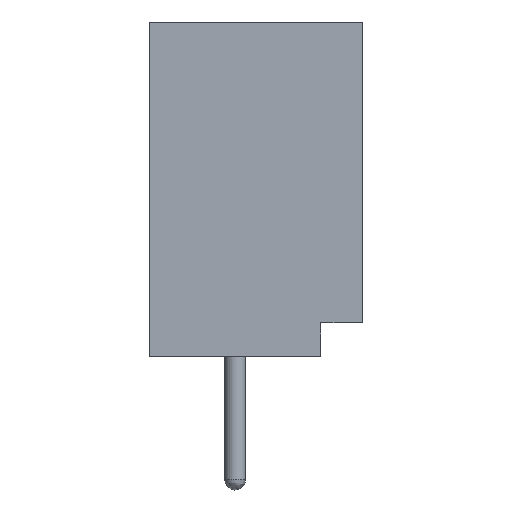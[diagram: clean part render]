
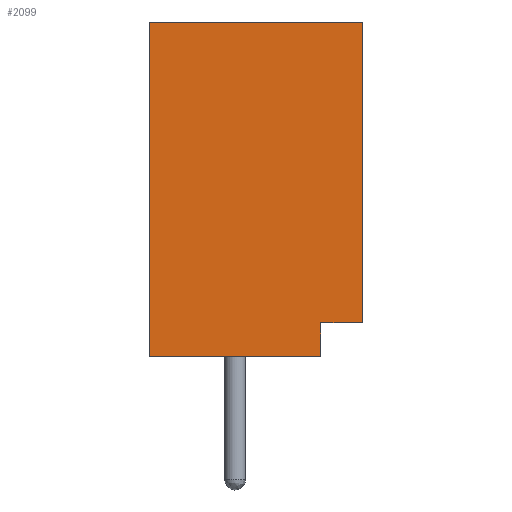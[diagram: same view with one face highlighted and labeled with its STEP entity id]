
A CAD part, left-side view. The second image highlights one B-rep face of the part: STEP entity #2099.
In plain terms, the highlighted planar face has unit normal (-1, 0, 0).
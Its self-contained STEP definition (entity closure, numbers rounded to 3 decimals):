
#1 = FACE_OUTER_BOUND ( 'NONE', #2373, .T. ) ;
#7 = CARTESIAN_POINT ( 'NONE',  ( -6., 2.058, 4. ) ) ;
#22 = CARTESIAN_POINT ( 'NONE',  ( -6., -3.042, 0.8 ) ) ;
#24 = DIRECTION ( 'NONE',  ( 0., 0., -1. ) ) ;
#34 = VERTEX_POINT ( 'NONE', #609 ) ;
#91 = VERTEX_POINT ( 'NONE', #2107 ) ;
#125 = CARTESIAN_POINT ( 'NONE',  ( -6., 2.058, 0.8 ) ) ;
#320 = EDGE_CURVE ( 'NONE', #91, #1892, #2249, .T. ) ;
#359 = EDGE_CURVE ( 'NONE', #2815, #34, #874, .T. ) ;
#392 = ORIENTED_EDGE ( 'NONE', *, *, #359, .T. ) ;
#399 = LINE ( 'NONE', #125, #1738 ) ;
#478 = CARTESIAN_POINT ( 'NONE',  ( -6., 2.058, 0. ) ) ;
#594 = VERTEX_POINT ( 'NONE', #2597 ) ;
#609 = CARTESIAN_POINT ( 'NONE',  ( -6., 2.058, 0. ) ) ;
#611 = LINE ( 'NONE', #1499, #2344 ) ;
#746 = EDGE_CURVE ( 'NONE', #594, #2892, #884, .T. ) ;
#778 = EDGE_CURVE ( 'NONE', #1892, #34, #2481, .T. ) ;
#874 = LINE ( 'NONE', #7, #913 ) ;
#884 = LINE ( 'NONE', #1335, #1196 ) ;
#913 = VECTOR ( 'NONE', #24, 1000. ) ;
#976 = DIRECTION ( 'NONE',  ( 0., 1., 0. ) ) ;
#989 = ORIENTED_EDGE ( 'NONE', *, *, #1976, .F. ) ;
#1064 = EDGE_CURVE ( 'NONE', #2815, #594, #611, .T. ) ;
#1196 = VECTOR ( 'NONE', #1505, 1000. ) ;
#1234 = VECTOR ( 'NONE', #976, 1000. ) ;
#1263 = ORIENTED_EDGE ( 'NONE', *, *, #746, .F. ) ;
#1284 = DIRECTION ( 'NONE',  ( 0., 1., 0. ) ) ;
#1300 = ORIENTED_EDGE ( 'NONE', *, *, #320, .F. ) ;
#1335 = CARTESIAN_POINT ( 'NONE',  ( -6., -3.042, 0. ) ) ;
#1362 = ORIENTED_EDGE ( 'NONE', *, *, #778, .F. ) ;
#1373 = VECTOR ( 'NONE', #1744, 1000. ) ;
#1415 = AXIS2_PLACEMENT_3D ( 'NONE', #2478, #2255, #1871 ) ;
#1499 = CARTESIAN_POINT ( 'NONE',  ( -6., 2.058, 8. ) ) ;
#1505 = DIRECTION ( 'NONE',  ( 0., 0., -1. ) ) ;
#1635 = CARTESIAN_POINT ( 'NONE',  ( -6., -2.042, 0. ) ) ;
#1738 = VECTOR ( 'NONE', #1284, 1000. ) ;
#1744 = DIRECTION ( 'NONE',  ( 0., 0., -1. ) ) ;
#1769 = DIRECTION ( 'NONE',  ( 0., -1., 0. ) ) ;
#1784 = PLANE ( 'NONE',  #1415 ) ;
#1791 = CARTESIAN_POINT ( 'NONE',  ( -6., 2.058, 8. ) ) ;
#1871 = DIRECTION ( 'NONE',  ( 0., 0., -1. ) ) ;
#1892 = VERTEX_POINT ( 'NONE', #1635 ) ;
#1976 = EDGE_CURVE ( 'NONE', #2892, #91, #399, .T. ) ;
#2099 = ADVANCED_FACE ( 'NONE', ( #1 ), #1784, .F. ) ;
#2107 = CARTESIAN_POINT ( 'NONE',  ( -6., -2.042, 0.8 ) ) ;
#2205 = ORIENTED_EDGE ( 'NONE', *, *, #1064, .F. ) ;
#2249 = LINE ( 'NONE', #2649, #1373 ) ;
#2255 = DIRECTION ( 'NONE',  ( 1., 0., 0. ) ) ;
#2344 = VECTOR ( 'NONE', #1769, 1000. ) ;
#2373 = EDGE_LOOP ( 'NONE', ( #989, #1263, #2205, #392, #1362, #1300 ) ) ;
#2478 = CARTESIAN_POINT ( 'NONE',  ( -6., 2.058, 0. ) ) ;
#2481 = LINE ( 'NONE', #478, #1234 ) ;
#2597 = CARTESIAN_POINT ( 'NONE',  ( -6., -3.042, 8. ) ) ;
#2649 = CARTESIAN_POINT ( 'NONE',  ( -6., -2.042, 0. ) ) ;
#2815 = VERTEX_POINT ( 'NONE', #1791 ) ;
#2892 = VERTEX_POINT ( 'NONE', #22 ) ;
